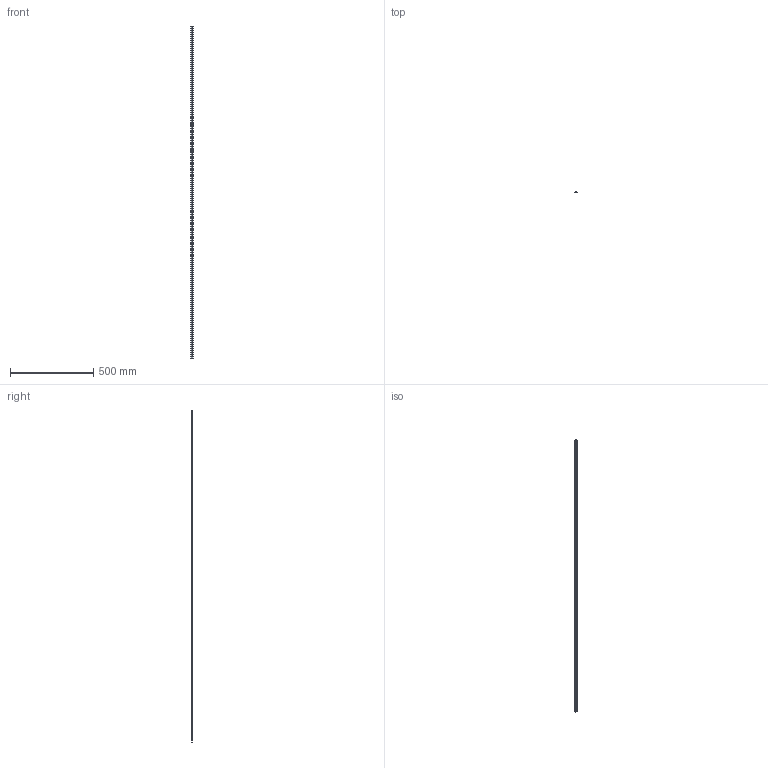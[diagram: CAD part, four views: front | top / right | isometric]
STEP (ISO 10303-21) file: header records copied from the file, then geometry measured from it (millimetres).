
FILE_DESCRIPTION (( 'STEP AP214' ), '1' );
FILE_NAME ('1115332_KSTP1.stp', '2018-08-10T05:34:02', ( '' ), ( '' ), 'SwSTEP 2.0', 'SolidWorks 2016', '' );
FILE_SCHEMA (( 'AUTOMOTIVE_DESIGN' ));
Length unit declared in the file: millimetre
Products named in the file (1): 1115332_KSTP1
Bounding box: 15 x 5.5 x 2000 mm (x, y, z)
Volume: 45075.5 mm3; surface area: 94245.2 mm2
Topology: 1 solids, 1 shells, 160 faces, 408 edges, 260 vertices
Faces by surface type: plane 102, bspline 34, cylinder 24
Entity records: 6418 total; most frequent: CARTESIAN_POINT 2760, ORIENTED_EDGE 816, DIRECTION 630, EDGE_CURVE 408, LINE 272, VECTOR 272, VERTEX_POINT 260, AXIS2_PLACEMENT_3D 179
